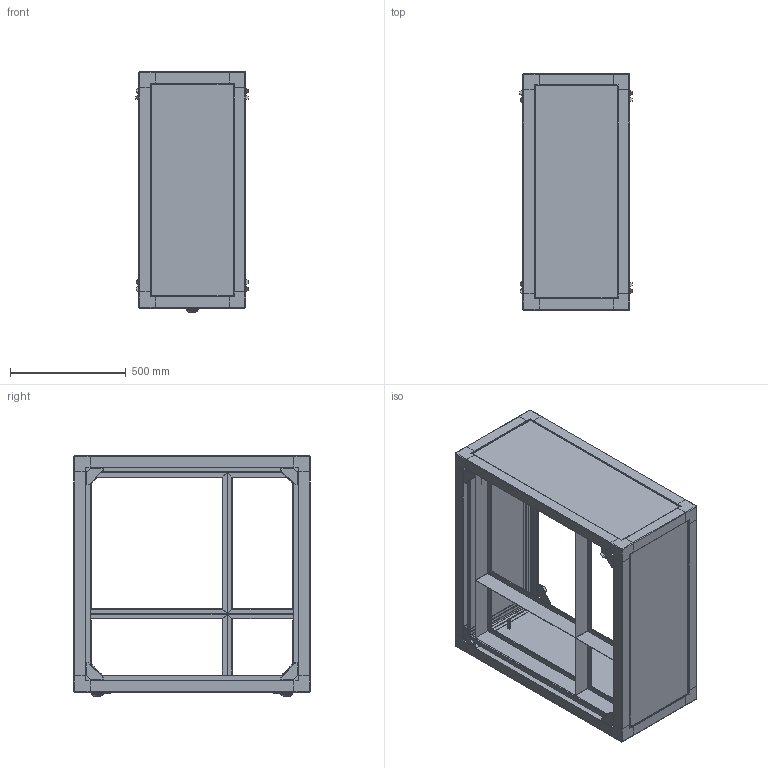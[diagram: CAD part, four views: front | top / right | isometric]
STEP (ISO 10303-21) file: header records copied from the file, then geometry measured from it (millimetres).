
FILE_DESCRIPTION (( 'STEP AP203' ), '1' );
FILE_NAME ('Gr.1_Filtergehäuse.STEP', '2020-03-05T09:34:10', ( '' ), ( '' ), 'SwSTEP 2.0', 'SolidWorks 2019', '' );
FILE_SCHEMA (( 'CONFIG_CONTROL_DESIGN' ));
Products named in the file (1): Gr.1_Filtergehäuse
Bounding box: 485.92 x 1020 x 1038.23 mm (x, y, z)
Volume: 24267742.2 mm3; surface area: 10314809.8 mm2
Topology: 5 solids, 5 shells, 1791 faces, 4422 edges, 2511 vertices
Faces by surface type: plane 1194, cylinder 426, bspline 104, torus 51, cone 12, sphere 4
Entity records: 57724 total; most frequent: CARTESIAN_POINT 16686, ORIENTED_EDGE 8772, DIRECTION 8105, EDGE_CURVE 4386, LINE 3313, VECTOR 3313, VERTEX_POINT 2507, AXIS2_PLACEMENT_3D 2396
